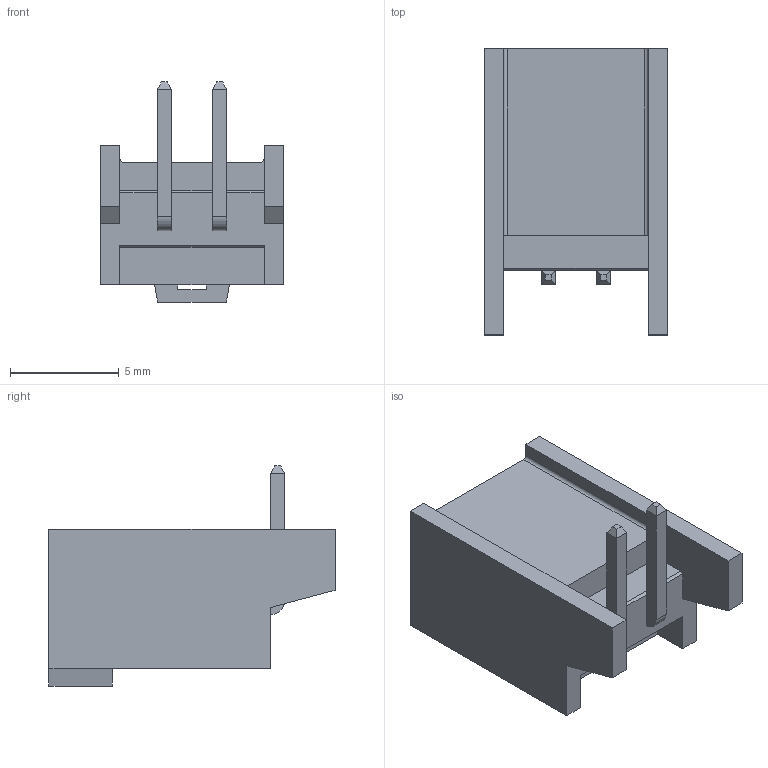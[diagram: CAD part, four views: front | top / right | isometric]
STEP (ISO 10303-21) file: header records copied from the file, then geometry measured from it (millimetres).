
FILE_DESCRIPTION((''),'2;1');
FILE_NAME('901362102','2018-10-31T',('gga'),(''),'PRO/ENGINEER BY PARAMETRIC TECHNOLOGY CORPORATION, 2016010','PRO/ENGINEER BY PARAMETRIC TECHNOLOGY CORPORATION, 2016010','');
FILE_SCHEMA(('CONFIG_CONTROL_DESIGN'));
Length unit declared in the file: millimetre
Products named in the file (1): 901362102
Bounding box: 8.43 x 13.14 x 10.11 mm (x, y, z)
Volume: 302.1 mm3; surface area: 703.2 mm2
Topology: 1 solids, 1 shells, 87 faces, 228 edges, 144 vertices
Faces by surface type: plane 83, cylinder 4
Entity records: 2643 total; most frequent: CARTESIAN_POINT 456, ORIENTED_EDGE 448, DIRECTION 416, EDGE_CURVE 224, VECTOR 216, LINE 216, VERTEX_POINT 140, AXIS2_PLACEMENT_3D 100
